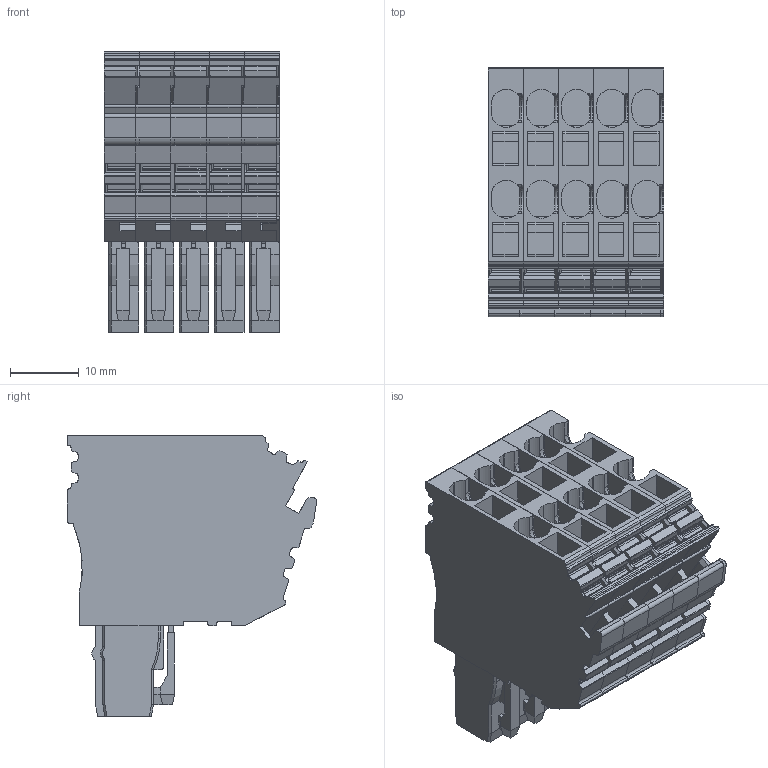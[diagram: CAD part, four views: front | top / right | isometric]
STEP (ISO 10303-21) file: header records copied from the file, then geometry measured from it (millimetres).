
FILE_DESCRIPTION(('CATIA V5 STEP Exchange','CAx-IF Rec.Pracs.--- Model Styling and Organization---1.5--- 2016-08-15','CAx-IF Rec.Pracs.---Supplemental Geometry---1.0---2011-11-01','CAx-IF Rec.Pracs.--- Composite Materials ---1.1---2010-07-15'),'2;1');
FILE_NAME ('333582_2', '2025-09-22T05:30:45+00:00', ('none'), ('Weidmueller'), 'CATIA Version 5-6 Release 2024 SP4', 'CATIA V5 STEP AP214 v3', 'none');
FILE_SCHEMA(('AUTOMOTIVE_DESIGN { 1 0 10303 214 1 1 1 1 }'));
Products named in the file (1): 1815770000
Bounding box: 25.5 x 36.18 x 40.75 mm (x, y, z)
Volume: 20203.4 mm3; surface area: 18815.9 mm2
Topology: 6 solids, 11 shells, 2659 faces, 7866 edges, 5244 vertices
Faces by surface type: plane 1649, cylinder 900, extrusion 50, cone 40, torus 20
Entity records: 86382 total; most frequent: CARTESIAN_POINT 18182, ORIENTED_EDGE 15732, DIRECTION 11656, EDGE_CURVE 7866, VECTOR 5869, LINE 5819, VERTEX_POINT 5244, AXIS2_PLACEMENT_3D 3646
